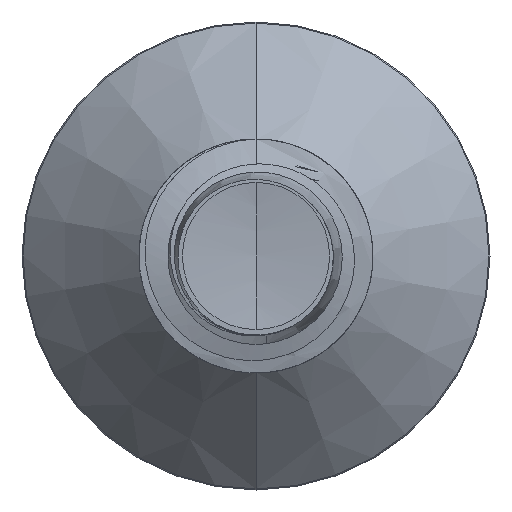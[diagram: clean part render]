
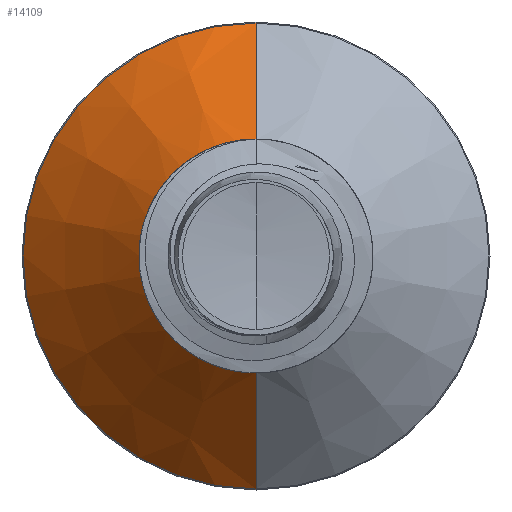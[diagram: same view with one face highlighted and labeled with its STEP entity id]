
A CAD part, front view. The second image highlights one B-rep face of the part: STEP entity #14109.
In plain terms, the highlighted conical face has half-angle 45 degrees and reference radius 0.996 mm.
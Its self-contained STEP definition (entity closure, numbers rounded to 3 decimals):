
#718 = ORIENTED_EDGE ( 'NONE', *, *, #12464, .T. ) ;
#1220 = VERTEX_POINT ( 'NONE', #5667 ) ;
#1496 = EDGE_CURVE ( 'NONE', #8475, #1220, #6510, .T. ) ;
#2689 = CARTESIAN_POINT ( 'NONE',  ( 0., 7.646, 0.996 ) ) ;
#3946 = DIRECTION ( 'NONE',  ( 0., 1., 0. ) ) ;
#5667 = CARTESIAN_POINT ( 'NONE',  ( 0., 8.641, -1.991 ) ) ;
#5864 = VECTOR ( 'NONE', #6942, 1000. ) ;
#6289 = CARTESIAN_POINT ( 'NONE',  ( 0., 7.646, 0. ) ) ;
#6434 = ORIENTED_EDGE ( 'NONE', *, *, #1496, .F. ) ;
#6510 = LINE ( 'NONE', #22777, #5864 ) ;
#6942 = DIRECTION ( 'NONE',  ( 0., 0.707, -0.707 ) ) ;
#8428 = DIRECTION ( 'NONE',  ( 0., 1., 0. ) ) ;
#8475 = VERTEX_POINT ( 'NONE', #13902 ) ;
#12251 = LINE ( 'NONE', #28758, #24330 ) ;
#12464 = EDGE_CURVE ( 'NONE', #8475, #27399, #27421, .T. ) ;
#13172 = CARTESIAN_POINT ( 'NONE',  ( 0., 7.646, 0. ) ) ;
#13902 = CARTESIAN_POINT ( 'NONE',  ( 0., 7.646, -0.996 ) ) ;
#14109 = ADVANCED_FACE ( 'NONE', ( #27989 ), #21423, .T. ) ;
#14903 = CIRCLE ( 'NONE', #20136, 1.991 ) ;
#15604 = DIRECTION ( 'NONE',  ( 0., 0., 1. ) ) ;
#16941 = EDGE_LOOP ( 'NONE', ( #6434, #718, #29471, #20817 ) ) ;
#20136 = AXIS2_PLACEMENT_3D ( 'NONE', #22900, #8428, #25311 ) ;
#20817 = ORIENTED_EDGE ( 'NONE', *, *, #30008, .F. ) ;
#21423 = CONICAL_SURFACE ( 'NONE', #24081, 0.996, 0.785 ) ;
#21513 = DIRECTION ( 'NONE',  ( 0., 0.707, 0.707 ) ) ;
#22101 = VERTEX_POINT ( 'NONE', #25938 ) ;
#22777 = CARTESIAN_POINT ( 'NONE',  ( 0., 7.646, -0.996 ) ) ;
#22900 = CARTESIAN_POINT ( 'NONE',  ( 0., 8.641, 0. ) ) ;
#23300 = DIRECTION ( 'NONE',  ( 0., 0., 1. ) ) ;
#24081 = AXIS2_PLACEMENT_3D ( 'NONE', #6289, #3946, #23300 ) ;
#24330 = VECTOR ( 'NONE', #21513, 1000. ) ;
#25311 = DIRECTION ( 'NONE',  ( 0., 0., 1. ) ) ;
#25938 = CARTESIAN_POINT ( 'NONE',  ( 0., 8.641, 1.991 ) ) ;
#27399 = VERTEX_POINT ( 'NONE', #2689 ) ;
#27421 = CIRCLE ( 'NONE', #29496, 0.996 ) ;
#27989 = FACE_OUTER_BOUND ( 'NONE', #16941, .T. ) ;
#28450 = EDGE_CURVE ( 'NONE', #27399, #22101, #12251, .T. ) ;
#28758 = CARTESIAN_POINT ( 'NONE',  ( 0., 7.646, 0.996 ) ) ;
#29471 = ORIENTED_EDGE ( 'NONE', *, *, #28450, .T. ) ;
#29496 = AXIS2_PLACEMENT_3D ( 'NONE', #13172, #30023, #15604 ) ;
#30008 = EDGE_CURVE ( 'NONE', #1220, #22101, #14903, .T. ) ;
#30023 = DIRECTION ( 'NONE',  ( 0., 1., 0. ) ) ;
